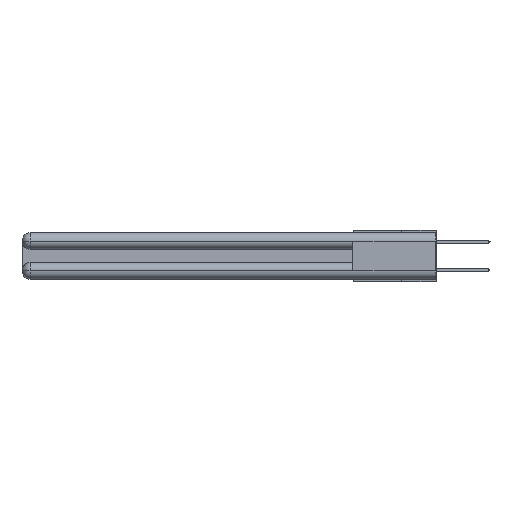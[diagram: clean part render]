
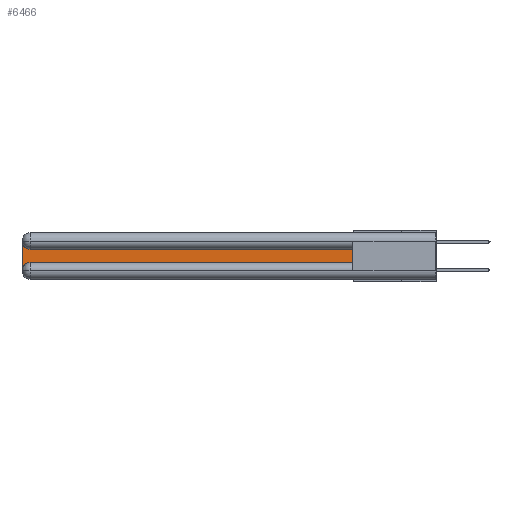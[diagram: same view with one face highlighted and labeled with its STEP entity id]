
A CAD part, left-side view. The second image highlights one B-rep face of the part: STEP entity #6466.
In plain terms, the highlighted planar face has unit normal (-1, 0, 0).
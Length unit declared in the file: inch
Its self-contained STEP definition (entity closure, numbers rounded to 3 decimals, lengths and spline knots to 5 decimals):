
#397 = DIRECTION ( 'NONE',  ( 0., 0., -1. ) ) ;
#663 = EDGE_CURVE ( 'NONE', #18608, #15314, #16598, .T. ) ;
#3329 = EDGE_CURVE ( 'NONE', #20148, #3371, #23912, .T. ) ;
#3345 = VECTOR ( 'NONE', #22974, 39.37008 ) ;
#3371 = VERTEX_POINT ( 'NONE', #25145 ) ;
#3547 = CARTESIAN_POINT ( 'NONE',  ( 0.075, 2.94, -0.0625 ) ) ;
#3766 = LINE ( 'NONE', #23623, #25832 ) ;
#4143 = EDGE_LOOP ( 'NONE', ( #16419, #7782, #26278, #19425, #14023, #24844 ) ) ;
#5369 = DIRECTION ( 'NONE',  ( 1., 0., 0. ) ) ;
#6466 = ADVANCED_FACE ( 'NONE', ( #10230 ), #16896, .F. ) ;
#6496 = DIRECTION ( 'NONE',  ( 1., 0., 0. ) ) ;
#6915 = VECTOR ( 'NONE', #26664, 39.37008 ) ;
#7782 = ORIENTED_EDGE ( 'NONE', *, *, #663, .T. ) ;
#8526 = CARTESIAN_POINT ( 'NONE',  ( 0.075, 0.6, -0.2175 ) ) ;
#8558 = CARTESIAN_POINT ( 'NONE',  ( 0.075, 2.94, -0.2775 ) ) ;
#9110 = DIRECTION ( 'NONE',  ( 1., 0., 0. ) ) ;
#9727 = DIRECTION ( 'NONE',  ( 0., 0., -1. ) ) ;
#10230 = FACE_OUTER_BOUND ( 'NONE', #4143, .T. ) ;
#10430 = CARTESIAN_POINT ( 'NONE',  ( 0.075, 3., -0.2775 ) ) ;
#10934 = VERTEX_POINT ( 'NONE', #12605 ) ;
#11159 = VERTEX_POINT ( 'NONE', #17183 ) ;
#12019 = EDGE_CURVE ( 'NONE', #15314, #20148, #3766, .T. ) ;
#12187 = CARTESIAN_POINT ( 'NONE',  ( 0.075, 0.6, -0.1225 ) ) ;
#12215 = VECTOR ( 'NONE', #14857, 39.37008 ) ;
#12605 = CARTESIAN_POINT ( 'NONE',  ( 0.075, 0.6, -0.1225 ) ) ;
#12950 = CARTESIAN_POINT ( 'NONE',  ( 0.075, 3., -0.1225 ) ) ;
#14023 = ORIENTED_EDGE ( 'NONE', *, *, #14580, .T. ) ;
#14445 = EDGE_CURVE ( 'NONE', #10934, #18608, #23083, .T. ) ;
#14580 = EDGE_CURVE ( 'NONE', #3371, #11159, #19879, .T. ) ;
#14857 = DIRECTION ( 'NONE',  ( 0., 0., 1. ) ) ;
#15314 = VERTEX_POINT ( 'NONE', #16800 ) ;
#16419 = ORIENTED_EDGE ( 'NONE', *, *, #14445, .T. ) ;
#16598 = CIRCLE ( 'NONE', #22178, 0.06 ) ;
#16800 = CARTESIAN_POINT ( 'NONE',  ( 0.075, 3., -0.0625 ) ) ;
#16896 = PLANE ( 'NONE',  #26093 ) ;
#17183 = CARTESIAN_POINT ( 'NONE',  ( 0.075, 0.6, -0.2175 ) ) ;
#17607 = DIRECTION ( 'NONE',  ( 0., 0., -1. ) ) ;
#17999 = EDGE_CURVE ( 'NONE', #11159, #10934, #24501, .T. ) ;
#18608 = VERTEX_POINT ( 'NONE', #23268 ) ;
#19219 = CARTESIAN_POINT ( 'NONE',  ( 0.075, 0.6, -0.2175 ) ) ;
#19425 = ORIENTED_EDGE ( 'NONE', *, *, #3329, .T. ) ;
#19879 = LINE ( 'NONE', #8526, #3345 ) ;
#20148 = VERTEX_POINT ( 'NONE', #10430 ) ;
#20334 = AXIS2_PLACEMENT_3D ( 'NONE', #8558, #6496, #397 ) ;
#21622 = DIRECTION ( 'NONE',  ( 0., 0., -1. ) ) ;
#22178 = AXIS2_PLACEMENT_3D ( 'NONE', #3547, #5369, #9727 ) ;
#22974 = DIRECTION ( 'NONE',  ( 0., -1., 0. ) ) ;
#23083 = LINE ( 'NONE', #12187, #6915 ) ;
#23268 = CARTESIAN_POINT ( 'NONE',  ( 0.075, 2.94, -0.1225 ) ) ;
#23623 = CARTESIAN_POINT ( 'NONE',  ( 0.075, 3., -0.2175 ) ) ;
#23912 = CIRCLE ( 'NONE', #20334, 0.06 ) ;
#24501 = LINE ( 'NONE', #19219, #12215 ) ;
#24844 = ORIENTED_EDGE ( 'NONE', *, *, #17999, .T. ) ;
#25145 = CARTESIAN_POINT ( 'NONE',  ( 0.075, 2.94, -0.2175 ) ) ;
#25832 = VECTOR ( 'NONE', #21622, 39.37008 ) ;
#26093 = AXIS2_PLACEMENT_3D ( 'NONE', #12950, #9110, #17607 ) ;
#26278 = ORIENTED_EDGE ( 'NONE', *, *, #12019, .T. ) ;
#26664 = DIRECTION ( 'NONE',  ( 0., 1., 0. ) ) ;
